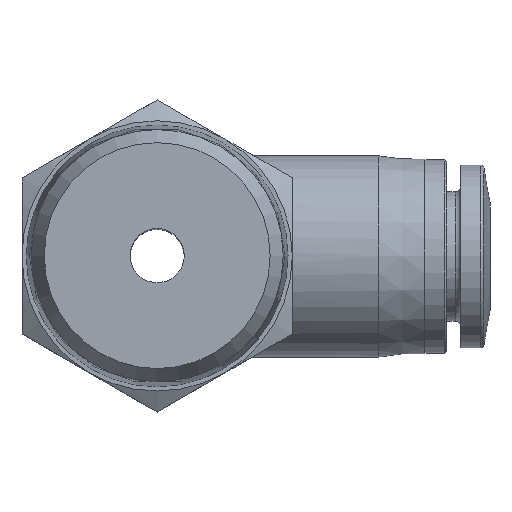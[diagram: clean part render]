
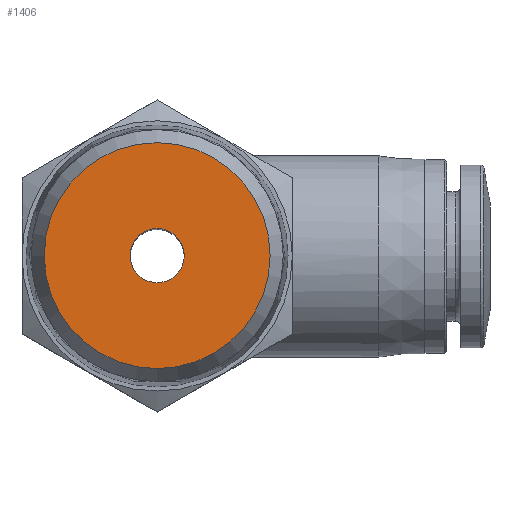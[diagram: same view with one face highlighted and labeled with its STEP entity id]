
A CAD part, top view. The second image highlights one B-rep face of the part: STEP entity #1406.
In plain terms, the highlighted planar face has unit normal (0, 0, 1).
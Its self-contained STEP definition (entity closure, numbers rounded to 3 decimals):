
#40=PLANE('',#1515);
#286=ORIENTED_EDGE('',*,*,#393,.F.);
#287=ORIENTED_EDGE('',*,*,#480,.T.);
#393=EDGE_CURVE('',#512,#512,#599,.T.);
#480=EDGE_CURVE('',#579,#579,#624,.T.);
#512=VERTEX_POINT('',#1877);
#579=VERTEX_POINT('',#2167);
#599=CIRCLE('',#1447,1.75);
#624=CIRCLE('',#1516,7.296);
#704=EDGE_LOOP('',(#286));
#705=EDGE_LOOP('',(#287));
#812=FACE_BOUND('',#704,.T.);
#813=FACE_BOUND('',#705,.T.);
#1406=ADVANCED_FACE('',(#812,#813),#40,.F.);
#1447=AXIS2_PLACEMENT_3D('',#1876,#1586,#1587);
#1515=AXIS2_PLACEMENT_3D('',#2165,#1740,#1741);
#1516=AXIS2_PLACEMENT_3D('',#2166,#1742,#1743);
#1586=DIRECTION('',(0.,0.,1.));
#1587=DIRECTION('',(1.,0.,0.));
#1740=DIRECTION('',(0.,0.,-1.));
#1741=DIRECTION('',(-1.,0.,0.));
#1742=DIRECTION('',(0.,0.,1.));
#1743=DIRECTION('',(1.,0.,0.));
#1876=CARTESIAN_POINT('',(0.,0.,31.5));
#1877=CARTESIAN_POINT('',(1.75,0.,31.5));
#2165=CARTESIAN_POINT('',(7.296,0.,31.5));
#2166=CARTESIAN_POINT('',(0.,0.,31.5));
#2167=CARTESIAN_POINT('',(7.296,0.,31.5));
